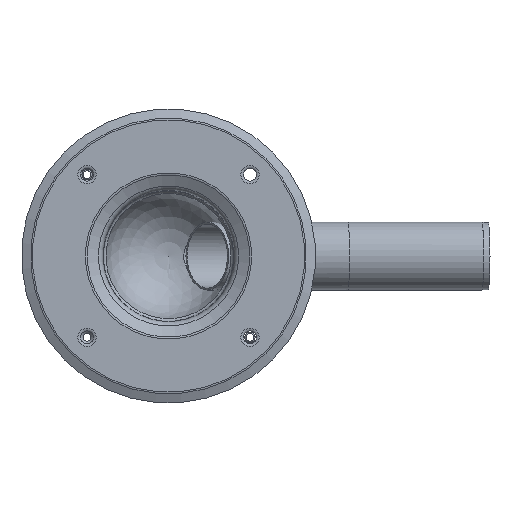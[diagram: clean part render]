
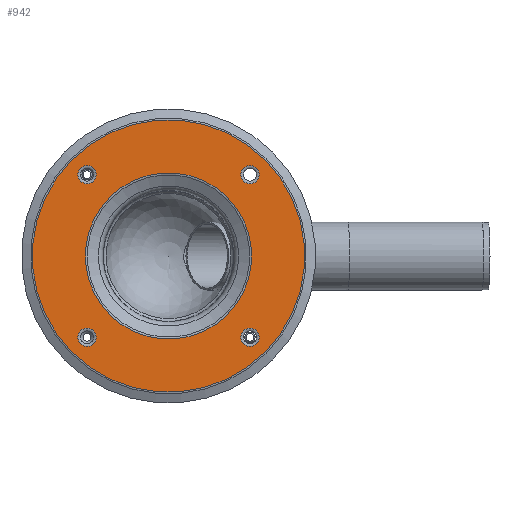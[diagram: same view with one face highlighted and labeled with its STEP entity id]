
A CAD part, top view. The second image highlights one B-rep face of the part: STEP entity #942.
In plain terms, the highlighted planar face has unit normal (0, 0, 1).
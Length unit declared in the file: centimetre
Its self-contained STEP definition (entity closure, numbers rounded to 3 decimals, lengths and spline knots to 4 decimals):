
#157=FACE_BOUND('',#273,.T.);
#158=FACE_BOUND('',#274,.T.);
#159=FACE_BOUND('',#275,.T.);
#160=FACE_BOUND('',#276,.T.);
#161=FACE_BOUND('',#277,.T.);
#212=FACE_OUTER_BOUND('',#272,.T.);
#272=EDGE_LOOP('',(#835));
#273=EDGE_LOOP('',(#836));
#274=EDGE_LOOP('',(#837));
#275=EDGE_LOOP('',(#838));
#276=EDGE_LOOP('',(#839));
#277=EDGE_LOOP('',(#840));
#325=CIRCLE('',#1016,7.182);
#335=CIRCLE('',#1031,7.182);
#345=CIRCLE('',#1046,7.182);
#355=CIRCLE('',#1061,7.182);
#372=CIRCLE('',#1085,65.);
#374=CIRCLE('',#1088,106.5278);
#429=VERTEX_POINT('',#1843);
#437=VERTEX_POINT('',#1869);
#445=VERTEX_POINT('',#1895);
#453=VERTEX_POINT('',#1921);
#465=VERTEX_POINT('',#1959);
#466=VERTEX_POINT('',#1963);
#534=EDGE_CURVE('',#429,#429,#325,.T.);
#547=EDGE_CURVE('',#437,#437,#335,.T.);
#560=EDGE_CURVE('',#445,#445,#345,.T.);
#573=EDGE_CURVE('',#453,#453,#355,.T.);
#592=EDGE_CURVE('',#465,#465,#372,.T.);
#594=EDGE_CURVE('',#466,#466,#374,.T.);
#835=ORIENTED_EDGE('',*,*,#594,.F.);
#836=ORIENTED_EDGE('',*,*,#534,.T.);
#837=ORIENTED_EDGE('',*,*,#547,.T.);
#838=ORIENTED_EDGE('',*,*,#560,.T.);
#839=ORIENTED_EDGE('',*,*,#573,.T.);
#840=ORIENTED_EDGE('',*,*,#592,.T.);
#895=PLANE('',#1087);
#942=ADVANCED_FACE('',(#212,#157,#158,#159,#160,#161),#895,.T.);
#1016=AXIS2_PLACEMENT_3D('',#1844,#1251,#1252);
#1031=AXIS2_PLACEMENT_3D('',#1870,#1284,#1285);
#1046=AXIS2_PLACEMENT_3D('',#1896,#1317,#1318);
#1061=AXIS2_PLACEMENT_3D('',#1922,#1350,#1351);
#1085=AXIS2_PLACEMENT_3D('',#1960,#1400,#1401);
#1087=AXIS2_PLACEMENT_3D('',#1962,#1404,#1405);
#1088=AXIS2_PLACEMENT_3D('',#1964,#1406,#1407);
#1251=DIRECTION('center_axis',(0.,0.,
-1.));
#1252=DIRECTION('ref_axis',(-0.707,-0.707,0.));
#1284=DIRECTION('center_axis',(0.,0.,
-1.));
#1285=DIRECTION('ref_axis',(-0.707,0.707,0.));
#1317=DIRECTION('center_axis',(0.,0.,
-1.));
#1318=DIRECTION('ref_axis',(0.707,0.707,0.));
#1350=DIRECTION('center_axis',(0.,0.,
-1.));
#1351=DIRECTION('ref_axis',(0.707,-0.707,0.));
#1400=DIRECTION('center_axis',(0.,0.,
-1.));
#1401=DIRECTION('ref_axis',(0.707,-0.707,0.));
#1404=DIRECTION('center_axis',(0.,0.,
1.));
#1405=DIRECTION('ref_axis',(-0.707,-0.707,0.));
#1406=DIRECTION('center_axis',(0.,0.,
-1.));
#1407=DIRECTION('ref_axis',(0.707,-0.707,0.));
#1843=CARTESIAN_POINT('',(-68.718,-58.5612,0.));
#1844=CARTESIAN_POINT('Origin',(-63.6396,-63.6396,0.));
#1869=CARTESIAN_POINT('',(-58.5612,68.718,0.));
#1870=CARTESIAN_POINT('Origin',(-63.6396,63.6396,0.));
#1895=CARTESIAN_POINT('',(68.718,58.5612,0.));
#1896=CARTESIAN_POINT('Origin',(63.6396,63.6396,0.));
#1921=CARTESIAN_POINT('',(58.5612,-68.718,0.));
#1922=CARTESIAN_POINT('Origin',(63.6396,-63.6396,0.));
#1959=CARTESIAN_POINT('',(-45.9619,-45.9619,0.));
#1960=CARTESIAN_POINT('Origin',(0.,0.,
0.));
#1962=CARTESIAN_POINT('Origin',(75.3265,-75.3265,0.));
#1963=CARTESIAN_POINT('',(-75.3265,-75.3265,0.));
#1964=CARTESIAN_POINT('Origin',(0.,0.,
0.));
